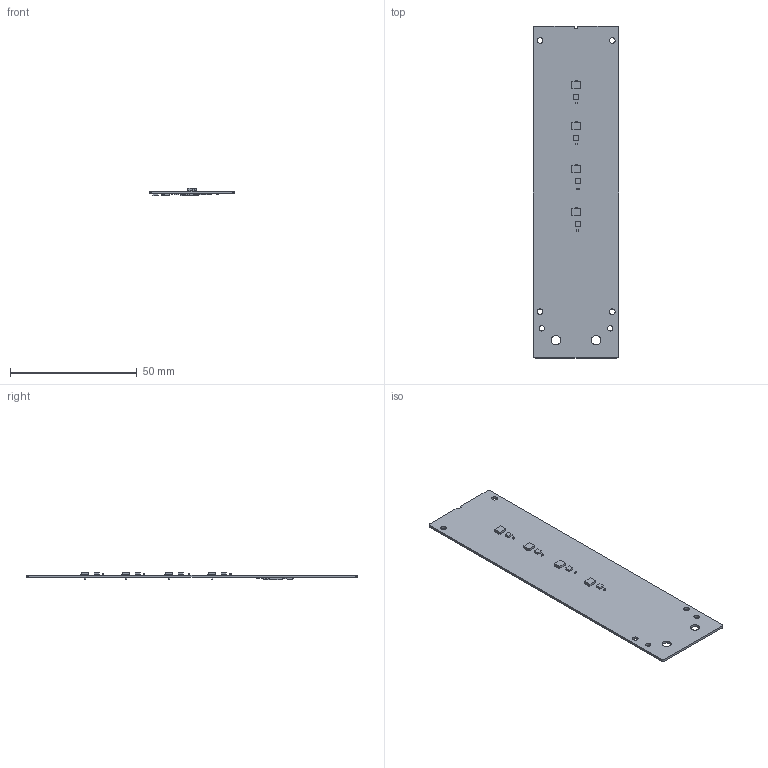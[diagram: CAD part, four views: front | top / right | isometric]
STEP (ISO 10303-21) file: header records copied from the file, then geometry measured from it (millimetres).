
FILE_DESCRIPTION(('KiCad electronic assembly'),'2;1');
FILE_NAME('Macropad Small.step','2023-07-24T11:00:16',('Pcbnew'),( 'Kicad'),'Open CASCADE STEP processor 7.6','KiCad to STEP converter' ,'Unknown');
FILE_SCHEMA(('AUTOMOTIVE_DESIGN { 1 0 10303 214 1 1 1 1 }'));
Length unit declared in the file: millimetre
Products named in the file (18): Macropad Small 1; R-667074; COMPOUND; SK6812-EC20; C_0402_1005Metric; SOLID; QFN-56-1EP_7x7mm_P0.4mm_EP3.2x3.2mm; R_0402_1005Metric; D_SOD-923; W25Q16JVUXIQ; ECS-120-20-30B-TR; PCB
Assembly tree (54 placements, depth 3):
  Macropad Small 1
    R-667074  x4
      COMPOUND
    SK6812-EC20  x5
      COMPOUND
    C_0402_1005Metric  x21
      SOLID
    QFN-56-1EP_7x7mm_P0.4mm_EP3.2x3.2mm
      SOLID
    R_0402_1005Metric  x7
      SOLID
    D_SOD-923  x5
      SOLID
    W25Q16JVUXIQ
      COMPOUND
    ECS-120-20-30B-TR
      COMPOUND
    PCB
Bounding box: 33.83 x 131 x 3.05 mm (x, y, z)
Volume: 4088.1 mm3; surface area: 9674.5 mm2
Topology: 107 solids, 107 shells, 1747 faces, 4361 edges, 2878 vertices
Faces by surface type: plane 1363, cylinder 334, bspline 50
Full cylindrical faces by diameter (mm): 0.25 x1, 0.4 x1, 0.5 x8, 0.7 x8, 2.1 x2, 2.2 x4, 3.7 x2
Entity records: 45592 total; most frequent: CARTESIAN_POINT 7825, DIRECTION 6838, LINE 5207, VECTOR 5207, ORIENTED_EDGE 3598, PCURVE 3598, DEFINITIONAL_REPRESENTATION 3598, EDGE_CURVE 1799
